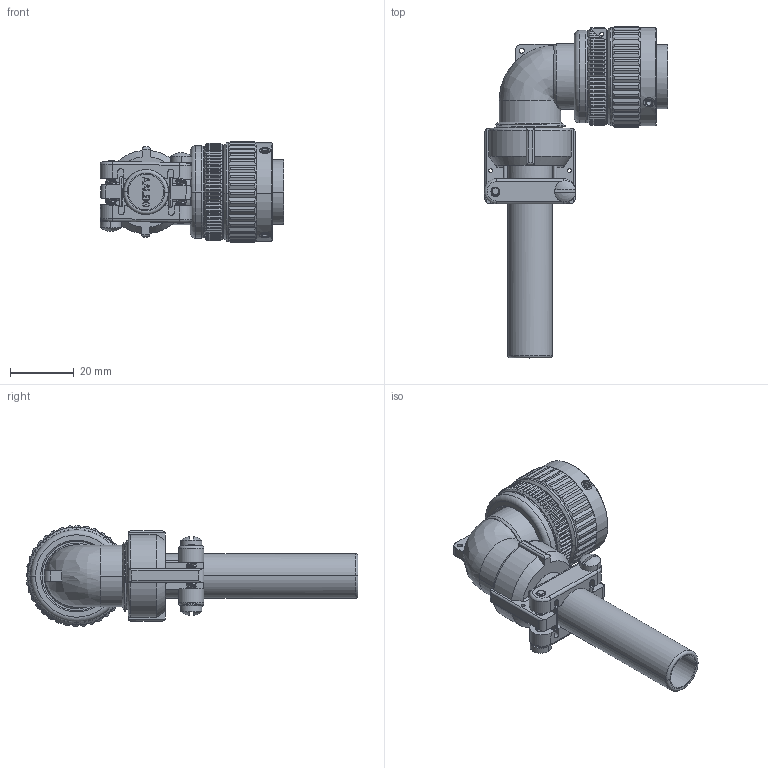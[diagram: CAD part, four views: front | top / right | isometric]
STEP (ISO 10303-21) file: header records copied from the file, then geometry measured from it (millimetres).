
FILE_DESCRIPTION((''),'2;1');
FILE_NAME('VG95234E-16S_SW0001','2023-03-28T12:42:41',('paultorloting'),('NET AG system integration'),'CREO PARAMETRIC BY PTC INC, 2021404','CREO PARAMETRIC BY PTC INC, 2021404','');
FILE_SCHEMA(('AUTOMOTIVE_DESIGN { 1 0 10303 214 1 1 1 1 }'));
Length unit declared in the file: millimetre
Products named in the file (1): VG95234E-16S_SW0001
Bounding box: 57.62 x 103.97 x 31.72 mm (x, y, z)
Volume: 33505.6 mm3; surface area: 19705.4 mm2
Topology: 1 solids, 1 shells, 1095 faces, 3075 edges, 2009 vertices
Faces by surface type: plane 568, cylinder 313, cone 124, bspline 56, torus 30, sphere 4
Entity records: 67664 total; most frequent: CARTESIAN_POINT 34758, ORIENTED_EDGE 6130, DIRECTION 4932, EDGE_CURVE 3065, VERTEX_POINT 2007, AXIS2_PLACEMENT_3D 1675, VECTOR 1579, LINE 1579
